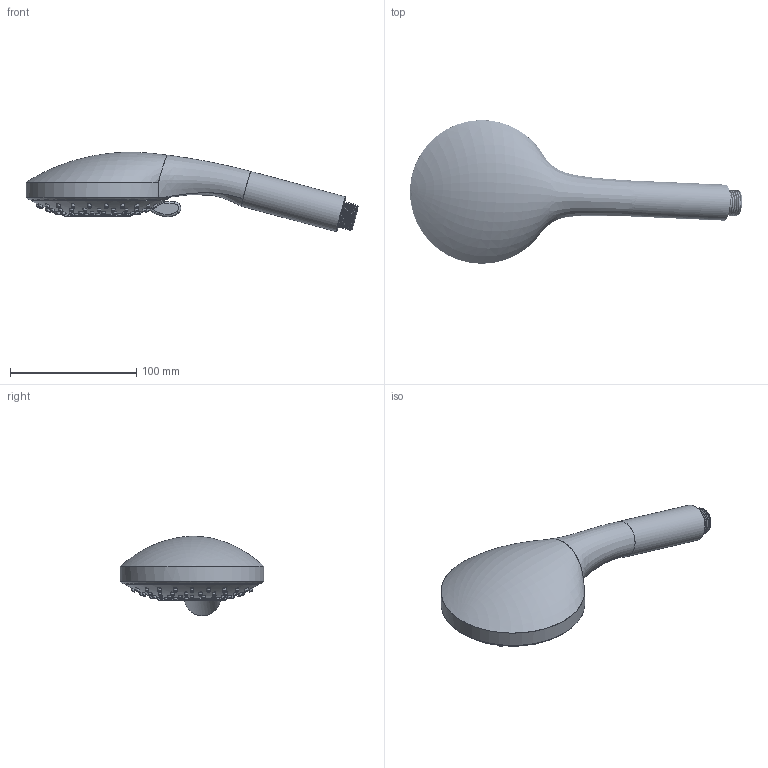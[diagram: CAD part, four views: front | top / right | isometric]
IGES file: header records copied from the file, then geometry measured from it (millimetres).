
Global section: file name: 46HDC5067001CR.igs; native system: NX V1872; preprocessor: SIEMENS PLM Software NX 1892; date: 20200226.113127; units: millimetre
Bounding box: 263.46 x 113.97 x 63.08 mm (x, y, z)
Surface area: 101872.7 mm2 (no closed solid volume)
Topology: 0 solids, 0 shells, 821 faces, 8181 edges, 8123 vertices
Faces by surface type: bspline 817, offset 4
